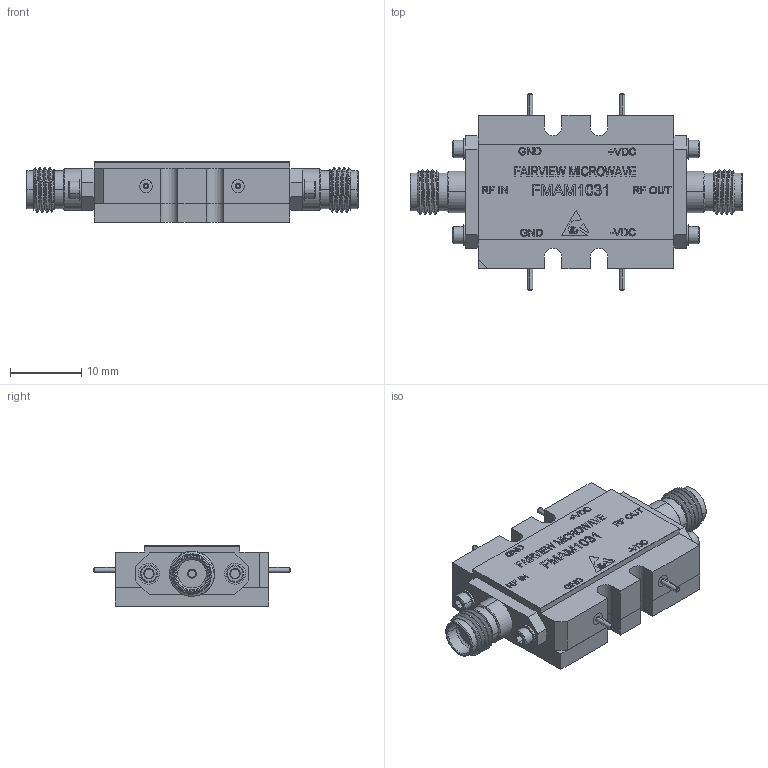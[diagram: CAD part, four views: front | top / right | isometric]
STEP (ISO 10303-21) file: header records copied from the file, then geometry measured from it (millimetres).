
FILE_DESCRIPTION (( 'STEP AP214' ), '1' );
FILE_NAME ('FMAM1031.STEP', '2018-02-02T23:21:26', ( '' ), ( '' ), 'SwSTEP 2.0', 'SolidWorks 2017', '' );
FILE_SCHEMA (( 'AUTOMOTIVE_DESIGN' ));
Length unit declared in the file: inch
Products named in the file (1): FMAM1031
Bounding box: 46.74 x 27.69 x 8.51 mm (x, y, z)
Volume: 5320.8 mm3; surface area: 4623.6 mm2
Topology: 11 solids, 11 shells, 1166 faces, 3032 edges, 1990 vertices
Faces by surface type: plane 617, cylinder 250, bspline 211, cone 88
Entity records: 65156 total; most frequent: CARTESIAN_POINT 24334, ORIENTED_EDGE 6064, DIRECTION 4442, EDGE_CURVE 3032, VERTEX_POINT 1990, LINE 1930, VECTOR 1930, EDGE_LOOP 1282
